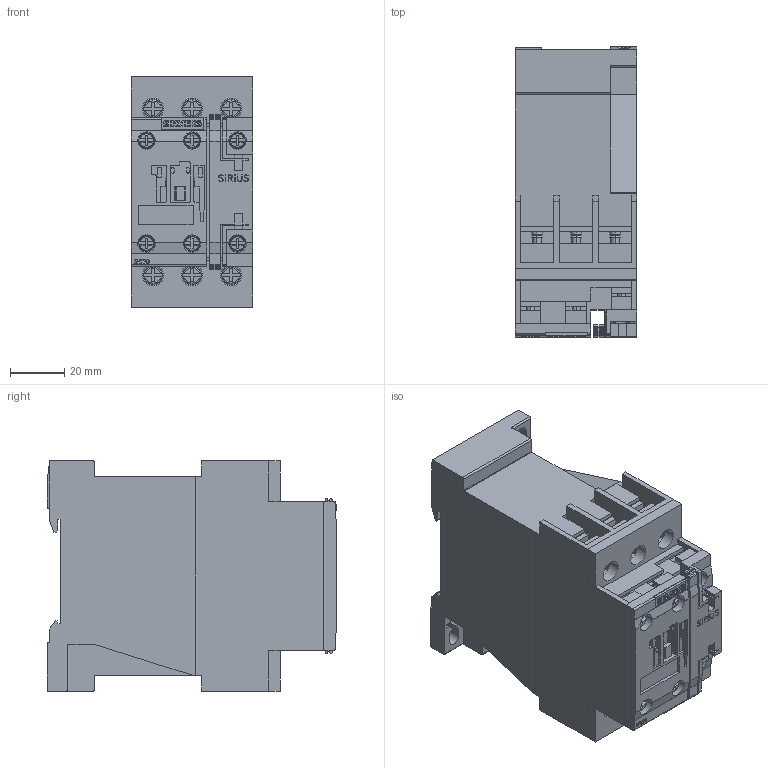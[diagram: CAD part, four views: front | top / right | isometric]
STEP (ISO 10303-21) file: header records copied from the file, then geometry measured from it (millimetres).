
FILE_DESCRIPTION(('no description'),'unknown implementation level');
FILE_NAME('3RT2023-1BB40_3D_v.stp',' ',('SIEMENS A&D'),('CADClick - KiM GmbH - www.kimweb.de'),'unknown preprocess','ACIS','unknown authorization');
FILE_SCHEMA(('automotive_design'));
Length unit declared in the file: millimetre
Products named in the file (1): 1
Bounding box: 45 x 106.95 x 85 mm (x, y, z)
Volume: 298532.9 mm3; surface area: 56628.6 mm2
Topology: 1 solids, 1 shells, 1327 faces, 3729 edges, 2444 vertices
Faces by surface type: plane 952, cylinder 255, cone 72, torus 48
Entity records: 85128 total; most frequent: CARTESIAN_POINT 8789, STYLED_ITEM 7501, PRESENTATION_STYLE_ASSIGNMENT 7501, COLOUR_RGB 7501, ORIENTED_EDGE 7458, DIRECTION 7041, EDGE_CURVE 3729, CURVE_STYLE 3729
